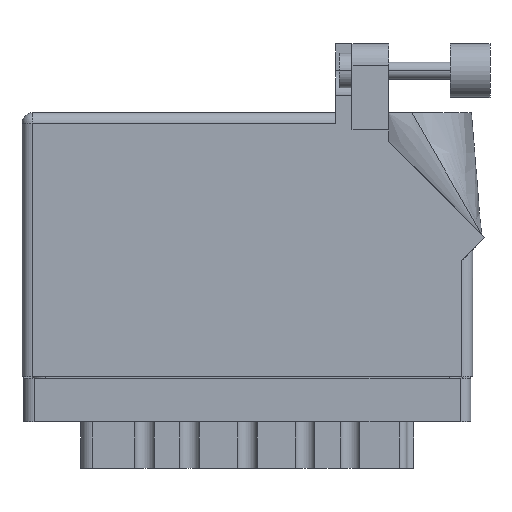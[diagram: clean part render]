
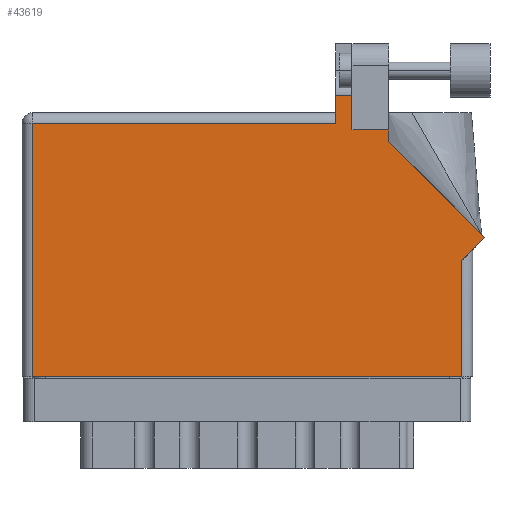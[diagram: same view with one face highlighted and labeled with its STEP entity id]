
A CAD part, front view. The second image highlights one B-rep face of the part: STEP entity #43619.
In plain terms, the highlighted face is planar.
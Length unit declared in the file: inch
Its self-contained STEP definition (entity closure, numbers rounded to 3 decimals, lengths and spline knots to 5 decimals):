
#35 = DIRECTION ( 'NONE',  ( 1., 0., 0. ) ) ;
#738 = LINE ( 'NONE', #14762, #40475 ) ;
#2748 = ORIENTED_EDGE ( 'NONE', *, *, #22258, .T. ) ;
#4111 = LINE ( 'NONE', #34672, #22757 ) ;
#4248 = CARTESIAN_POINT ( 'NONE',  ( 0., 0., 0. ) ) ;
#4336 = LINE ( 'NONE', #16180, #33828 ) ;
#4585 = DIRECTION ( 'NONE',  ( 0., -1., 0. ) ) ;
#5097 = ORIENTED_EDGE ( 'NONE', *, *, #28507, .T. ) ;
#5111 = CARTESIAN_POINT ( 'NONE',  ( 2.68271, 0.80771, 0. ) ) ;
#6643 = LINE ( 'NONE', #20551, #33698 ) ;
#7390 = VERTEX_POINT ( 'NONE', #25804 ) ;
#8638 = DIRECTION ( 'NONE',  ( -0.707, 0.707, 0. ) ) ;
#8666 = VERTEX_POINT ( 'NONE', #33681 ) ;
#8919 = VERTEX_POINT ( 'NONE', #39400 ) ;
#9807 = CARTESIAN_POINT ( 'NONE',  ( 2.126, 1.36442, 0. ) ) ;
#10106 = DIRECTION ( 'NONE',  ( 0., 1., 0. ) ) ;
#10567 = DIRECTION ( 'NONE',  ( -1., 0., 0. ) ) ;
#10721 = ORIENTED_EDGE ( 'NONE', *, *, #11730, .T. ) ;
#10811 = VECTOR ( 'NONE', #25601, 39.37008 ) ;
#11385 = LINE ( 'NONE', #11804, #43881 ) ;
#11730 = EDGE_CURVE ( 'NONE', #11807, #8919, #48409, .T. ) ;
#11804 = CARTESIAN_POINT ( 'NONE',  ( 1.913, 1.43, 0. ) ) ;
#11807 = VERTEX_POINT ( 'NONE', #21074 ) ;
#12914 = VECTOR ( 'NONE', #10567, 39.37008 ) ;
#14061 = PLANE ( 'NONE',  #33122 ) ;
#14079 = ORIENTED_EDGE ( 'NONE', *, *, #22623, .T. ) ;
#14278 = LINE ( 'NONE', #20790, #21435 ) ;
#14762 = CARTESIAN_POINT ( 'NONE',  ( 2.126, 1.43, 0. ) ) ;
#16180 = CARTESIAN_POINT ( 'NONE',  ( 0., 1.468, 0. ) ) ;
#16694 = EDGE_CURVE ( 'NONE', #23279, #41379, #42370, .T. ) ;
#16802 = LINE ( 'NONE', #22064, #10811 ) ;
#18253 = VERTEX_POINT ( 'NONE', #38736 ) ;
#18310 = EDGE_CURVE ( 'NONE', #35160, #35993, #4336, .T. ) ;
#20503 = FACE_OUTER_BOUND ( 'NONE', #30747, .T. ) ;
#20551 = CARTESIAN_POINT ( 'NONE',  ( 2.612, 0.737, 0. ) ) ;
#20790 = CARTESIAN_POINT ( 'NONE',  ( 2.55, 0.737, 0. ) ) ;
#21074 = CARTESIAN_POINT ( 'NONE',  ( 1.913, 1.6315, 0. ) ) ;
#21264 = LINE ( 'NONE', #5111, #48385 ) ;
#21287 = DIRECTION ( 'NONE',  ( 0., 1., 0. ) ) ;
#21435 = VECTOR ( 'NONE', #21287, 39.37008 ) ;
#22064 = CARTESIAN_POINT ( 'NONE',  ( 0.062, 0., 0. ) ) ;
#22087 = DIRECTION ( 'NONE',  ( -1., 0., 0. ) ) ;
#22258 = EDGE_CURVE ( 'NONE', #35993, #7390, #16802, .T. ) ;
#22403 = ORIENTED_EDGE ( 'NONE', *, *, #38605, .T. ) ;
#22623 = EDGE_CURVE ( 'NONE', #8919, #35160, #4111, .T. ) ;
#22757 = VECTOR ( 'NONE', #4585, 39.37008 ) ;
#22778 = DIRECTION ( 'NONE',  ( -1., 0., 0. ) ) ;
#23279 = VERTEX_POINT ( 'NONE', #31741 ) ;
#24008 = VERTEX_POINT ( 'NONE', #37909 ) ;
#24009 = CARTESIAN_POINT ( 'NONE',  ( 0.062, 1.468, 0. ) ) ;
#25004 = ORIENTED_EDGE ( 'NONE', *, *, #39917, .T. ) ;
#25601 = DIRECTION ( 'NONE',  ( 0., -1., 0. ) ) ;
#25769 = CARTESIAN_POINT ( 'NONE',  ( 1.819, 1.468, 0. ) ) ;
#25804 = CARTESIAN_POINT ( 'NONE',  ( 0.062, 0., 0. ) ) ;
#26682 = VECTOR ( 'NONE', #32494, 39.37008 ) ;
#27415 = EDGE_CURVE ( 'NONE', #41379, #18253, #738, .T. ) ;
#27782 = LINE ( 'NONE', #4248, #34636 ) ;
#28507 = EDGE_CURVE ( 'NONE', #24008, #45257, #6643, .T. ) ;
#30747 = EDGE_LOOP ( 'NONE', ( #22403, #10721, #14079, #49400, #2748, #35669, #25004, #5097, #42381, #46788, #35463 ) ) ;
#31308 = EDGE_CURVE ( 'NONE', #7390, #8666, #27782, .T. ) ;
#31741 = CARTESIAN_POINT ( 'NONE',  ( 2.126, 1.36442, 0. ) ) ;
#32356 = DIRECTION ( 'NONE',  ( 0.707, 0.707, 0. ) ) ;
#32494 = DIRECTION ( 'NONE',  ( 0., 1., 0. ) ) ;
#33122 = AXIS2_PLACEMENT_3D ( 'NONE', #37423, #33710, #22087 ) ;
#33571 = CARTESIAN_POINT ( 'NONE',  ( 2.24377, 1.6315, 0. ) ) ;
#33681 = CARTESIAN_POINT ( 'NONE',  ( 2.55, 0., 0. ) ) ;
#33698 = VECTOR ( 'NONE', #32356, 39.37008 ) ;
#33710 = DIRECTION ( 'NONE',  ( 0., 0., -1. ) ) ;
#33828 = VECTOR ( 'NONE', #36031, 39.37008 ) ;
#34636 = VECTOR ( 'NONE', #35, 39.37008 ) ;
#34672 = CARTESIAN_POINT ( 'NONE',  ( 1.819, 1.53, 0. ) ) ;
#35160 = VERTEX_POINT ( 'NONE', #25769 ) ;
#35463 = ORIENTED_EDGE ( 'NONE', *, *, #27415, .T. ) ;
#35669 = ORIENTED_EDGE ( 'NONE', *, *, #31308, .T. ) ;
#35993 = VERTEX_POINT ( 'NONE', #24009 ) ;
#36031 = DIRECTION ( 'NONE',  ( -1., 0., 0. ) ) ;
#36590 = EDGE_CURVE ( 'NONE', #45257, #23279, #21264, .T. ) ;
#37423 = CARTESIAN_POINT ( 'NONE',  ( 0., 1.53, 0. ) ) ;
#37909 = CARTESIAN_POINT ( 'NONE',  ( 2.55, 0.675, 0. ) ) ;
#38512 = CARTESIAN_POINT ( 'NONE',  ( 2.126, 1.43, 0. ) ) ;
#38605 = EDGE_CURVE ( 'NONE', #18253, #11807, #11385, .T. ) ;
#38736 = CARTESIAN_POINT ( 'NONE',  ( 1.913, 1.43, 0. ) ) ;
#39400 = CARTESIAN_POINT ( 'NONE',  ( 1.819, 1.6315, 0. ) ) ;
#39917 = EDGE_CURVE ( 'NONE', #8666, #24008, #14278, .T. ) ;
#40475 = VECTOR ( 'NONE', #22778, 39.37008 ) ;
#41379 = VERTEX_POINT ( 'NONE', #38512 ) ;
#42370 = LINE ( 'NONE', #9807, #26682 ) ;
#42381 = ORIENTED_EDGE ( 'NONE', *, *, #36590, .T. ) ;
#43619 = ADVANCED_FACE ( 'NONE', ( #20503 ), #14061, .F. ) ;
#43881 = VECTOR ( 'NONE', #10106, 39.37008 ) ;
#45257 = VERTEX_POINT ( 'NONE', #47908 ) ;
#46788 = ORIENTED_EDGE ( 'NONE', *, *, #16694, .T. ) ;
#47908 = CARTESIAN_POINT ( 'NONE',  ( 2.68271, 0.80771, 0. ) ) ;
#48385 = VECTOR ( 'NONE', #8638, 39.37008 ) ;
#48409 = LINE ( 'NONE', #33571, #12914 ) ;
#49400 = ORIENTED_EDGE ( 'NONE', *, *, #18310, .T. ) ;
